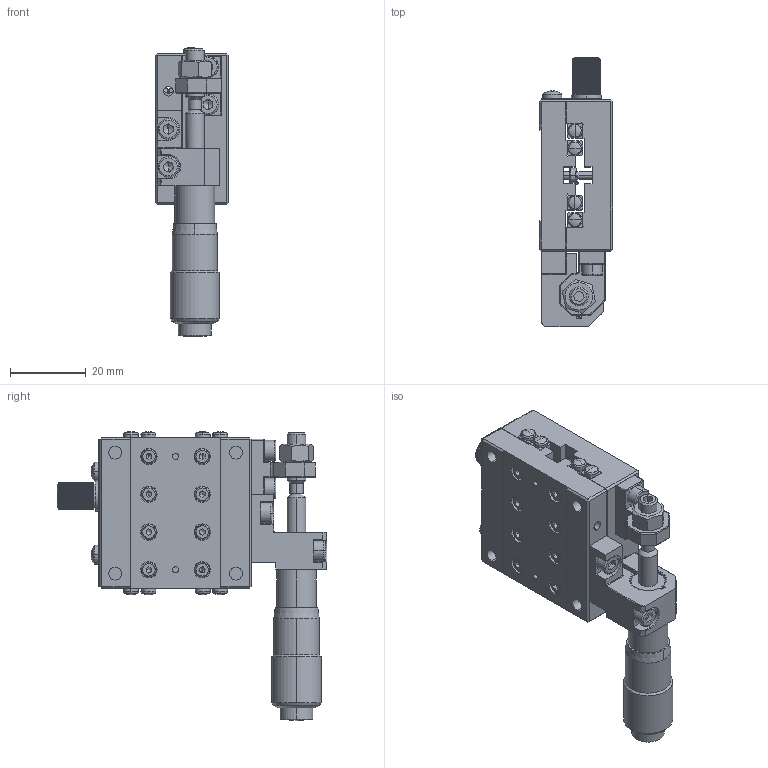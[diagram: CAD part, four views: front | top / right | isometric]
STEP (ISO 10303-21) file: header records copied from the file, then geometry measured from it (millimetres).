
FILE_DESCRIPTION (( 'STEP AP203' ), '1' );
FILE_NAME ('516411.STEP', '2025-07-08T08:35:59', ( '' ), ( '' ), 'SwSTEP 2.0', 'SolidWorks 2020', '' );
FILE_SCHEMA (( 'CONFIG_CONTROL_DESIGN' ));
Length unit declared in the file: millimetre
Products named in the file (1): 516411
Bounding box: 19.5 x 71.3 x 76.48 mm (x, y, z)
Surface area: 19158.4 mm2 (no closed solid volume)
Topology: 0 solids, 221 shells, 992 faces, 3445 edges, 2620 vertices
Faces by surface type: plane 448, cylinder 354, cone 92, torus 56, bspline 32, sphere 10
Full cylindrical faces by diameter (mm): 3.9 x3
Entity records: 44407 total; most frequent: CARTESIAN_POINT 16885, DIRECTION 5177, ORIENTED_EDGE 5157, EDGE_CURVE 3381, VERTEX_POINT 2617, AXIS2_PLACEMENT_3D 1819, LINE 1539, VECTOR 1539
